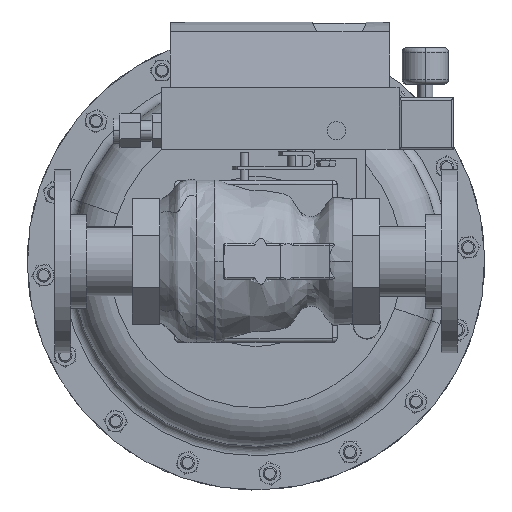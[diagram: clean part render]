
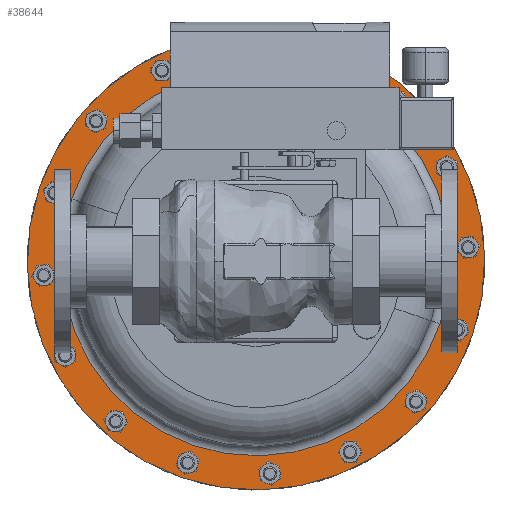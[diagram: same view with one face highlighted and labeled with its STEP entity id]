
A CAD part, front view. The second image highlights one B-rep face of the part: STEP entity #38644.
In plain terms, the highlighted planar face has unit normal (0, -1, 0).
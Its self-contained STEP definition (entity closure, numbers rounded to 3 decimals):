
#3739 = DIRECTION ( 'NONE',  ( 0., 1., 0. ) ) ;
#6334 = DIRECTION ( 'NONE',  ( 0., 1., 0. ) ) ;
#6553 = CIRCLE ( 'NONE', #28070, 6.25 ) ;
#7571 = EDGE_LOOP ( 'NONE', ( #18844, #42795 ) ) ;
#12523 = AXIS2_PLACEMENT_3D ( 'NONE', #17888, #45760, #21882 ) ;
#14298 = FACE_OUTER_BOUND ( 'NONE', #7571, .T. ) ;
#14855 = CARTESIAN_POINT ( 'NONE',  ( 0., 10.483, 0. ) ) ;
#15462 = CARTESIAN_POINT ( 'NONE',  ( -5.033, 10.483, 1.708 ) ) ;
#17888 = CARTESIAN_POINT ( 'NONE',  ( 0., 10.483, 0. ) ) ;
#18775 = AXIS2_PLACEMENT_3D ( 'NONE', #27612, #3739, #31650 ) ;
#18844 = ORIENTED_EDGE ( 'NONE', *, *, #32425, .F. ) ;
#18860 = DIRECTION ( 'NONE',  ( 0.947, 0., -0.321 ) ) ;
#19426 = CARTESIAN_POINT ( 'NONE',  ( -2.009, 10.483, -5.918 ) ) ;
#21882 = DIRECTION ( 'NONE',  ( 0.947, 0., -0.321 ) ) ;
#21934 = CARTESIAN_POINT ( 'NONE',  ( 5.918, 10.483, -2.009 ) ) ;
#22286 = EDGE_CURVE ( 'NONE', #33925, #38108, #41922, .T. ) ;
#24963 = CIRCLE ( 'NONE', #36216, 5.315 ) ;
#25243 = VERTEX_POINT ( 'NONE', #49500 ) ;
#25517 = CIRCLE ( 'NONE', #12523, 6.25 ) ;
#27429 = DIRECTION ( 'NONE',  ( -0.947, 0., 0.321 ) ) ;
#27612 = CARTESIAN_POINT ( 'NONE',  ( 0., 10.483, 0. ) ) ;
#28070 = AXIS2_PLACEMENT_3D ( 'NONE', #30195, #6334, #34235 ) ;
#30195 = CARTESIAN_POINT ( 'NONE',  ( 0., 10.483, 0. ) ) ;
#31650 = DIRECTION ( 'NONE',  ( 0.947, 0., -0.321 ) ) ;
#32425 = EDGE_CURVE ( 'NONE', #47131, #25243, #6553, .T. ) ;
#33925 = VERTEX_POINT ( 'NONE', #43269 ) ;
#34235 = DIRECTION ( 'NONE',  ( 0.947, 0., -0.321 ) ) ;
#35349 = ORIENTED_EDGE ( 'NONE', *, *, #43522, .T. ) ;
#35549 = FACE_BOUND ( 'NONE', #46460, .T. ) ;
#36216 = AXIS2_PLACEMENT_3D ( 'NONE', #14855, #42736, #18860 ) ;
#38108 = VERTEX_POINT ( 'NONE', #15462 ) ;
#38644 = ADVANCED_FACE ( 'NONE', ( #35549, #14298 ), #43300, .T. ) ;
#41922 = CIRCLE ( 'NONE', #18775, 5.315 ) ;
#42736 = DIRECTION ( 'NONE',  ( 0., 1., 0. ) ) ;
#42795 = ORIENTED_EDGE ( 'NONE', *, *, #44662, .F. ) ;
#43269 = CARTESIAN_POINT ( 'NONE',  ( 5.033, 10.483, -1.708 ) ) ;
#43300 = PLANE ( 'NONE',  #51128 ) ;
#43522 = EDGE_CURVE ( 'NONE', #38108, #33925, #24963, .T. ) ;
#44016 = ORIENTED_EDGE ( 'NONE', *, *, #22286, .T. ) ;
#44662 = EDGE_CURVE ( 'NONE', #25243, #47131, #25517, .T. ) ;
#45760 = DIRECTION ( 'NONE',  ( 0., 1., 0. ) ) ;
#46460 = EDGE_LOOP ( 'NONE', ( #44016, #35349 ) ) ;
#47131 = VERTEX_POINT ( 'NONE', #21934 ) ;
#49500 = CARTESIAN_POINT ( 'NONE',  ( -5.918, 10.483, 2.009 ) ) ;
#51128 = AXIS2_PLACEMENT_3D ( 'NONE', #19426, #51345, #27429 ) ;
#51345 = DIRECTION ( 'NONE',  ( 0., -1., 0. ) ) ;
